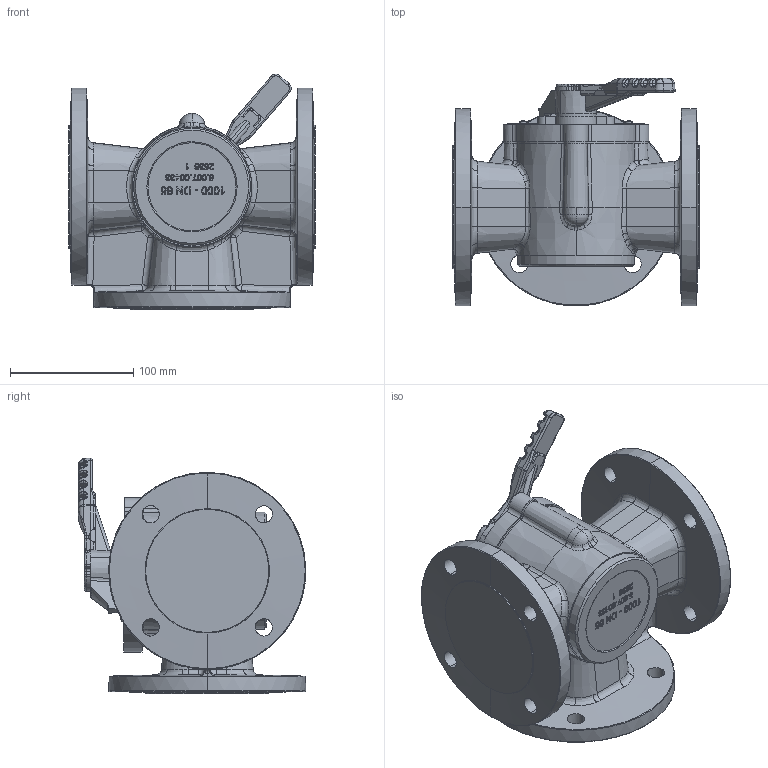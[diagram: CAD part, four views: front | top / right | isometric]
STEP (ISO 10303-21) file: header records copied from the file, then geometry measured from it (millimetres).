
FILE_DESCRIPTION(('CATIA V5 STEP Exchange','CAx-IF Rec.Pracs.--- Model Styling and Organization---1.4--- 2014-01-23','CAx-IF Rec.Pracs.---3D Tessellated Data Validation Properties---0.5---2014-09-14'),'2;1');
FILE_NAME('STEP_610060_-_TST.stp','2021-11-02T15:07:40+00:00',('none'),('none'),'CATIA Version 5-6 Release 2019 SP3','CATIA V5 STEP AP242 v1','none');
FILE_SCHEMA(('AP242_MANAGED_MODEL_BASED_3D_ENGINEERING_MIM_LF {1 0 10303 442 1 1 4}'));
Products named in the file (1): 610060 - TST
Bounding box: 200 x 184.8 x 191.6 mm (x, y, z)
Volume: 2316018.3 mm3; surface area: 230271.3 mm2
Topology: 1 solids, 8 shells, 1365 faces, 3801 edges, 2467 vertices
Faces by surface type: bspline 460, plane 410, cylinder 306, cone 86, torus 77, sphere 26
Entity records: 63566 total; most frequent: CARTESIAN_POINT 35557, ORIENTED_EDGE 7512, EDGE_CURVE 3756, DIRECTION 2969, VERTEX_POINT 2464, EDGE_LOOP 1456, ADVANCED_FACE 1365, FACE_OUTER_BOUND 1365
